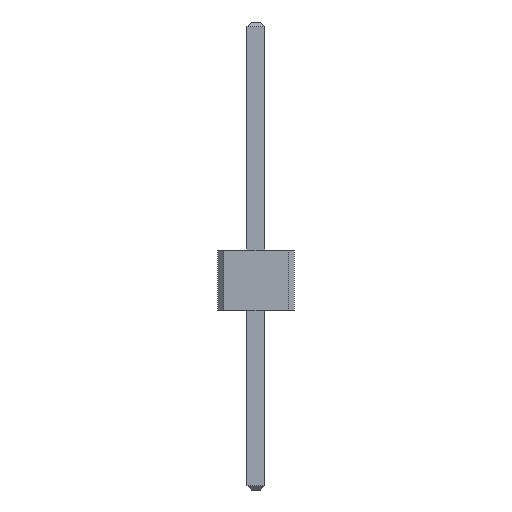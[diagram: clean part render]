
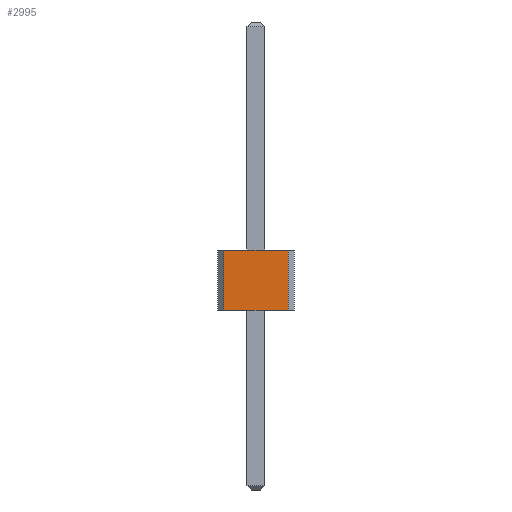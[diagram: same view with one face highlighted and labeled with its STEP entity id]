
A CAD part, front view. The second image highlights one B-rep face of the part: STEP entity #2995.
In plain terms, the highlighted planar face has unit normal (0, -1, 0).
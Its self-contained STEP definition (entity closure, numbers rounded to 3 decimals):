
#13=DIRECTION('',(0.,0.,1.));
#27=VECTOR('',#13,1.);
#89=DIRECTION('',(1.,0.,0.));
#338=VERTEX_POINT('',#339);
#339=CARTESIAN_POINT('',(-0.535,-16.5,0.));
#342=EDGE_CURVE('',#338,#343,#345,.T.);
#343=VERTEX_POINT('',#344);
#344=CARTESIAN_POINT('',(0.535,-16.5,0.));
#345=LINE('',#339,#346);
#346=VECTOR('',#89,1.);
#360=DIRECTION('',(0.,1.,0.));
#1299=VERTEX_POINT('',#1300);
#1300=CARTESIAN_POINT('',(-0.535,-16.5,1.));
#1302=ORIENTED_EDGE('',*,*,#1303,.T.);
#1303=EDGE_CURVE('',#1299,#1304,#1306,.T.);
#1304=VERTEX_POINT('',#1305);
#1305=CARTESIAN_POINT('',(0.535,-16.5,1.));
#1306=LINE('',#1300,#346);
#2980=EDGE_CURVE('',#338,#1299,#2981,.T.);
#2981=LINE('',#339,#27);
#2995=ADVANCED_FACE('',(#2996),#3003,.F.);
#2996=FACE_BOUND('',#2997,.F.);
#2997=EDGE_LOOP('',(#2998,#1302,#2999,#3002));
#2998=ORIENTED_EDGE('',*,*,#2980,.T.);
#2999=ORIENTED_EDGE('',*,*,#3000,.F.);
#3000=EDGE_CURVE('',#343,#1304,#3001,.T.);
#3001=LINE('',#344,#27);
#3002=ORIENTED_EDGE('',*,*,#342,.F.);
#3003=PLANE('',#3004);
#3004=AXIS2_PLACEMENT_3D('',#339,#360,#89);
